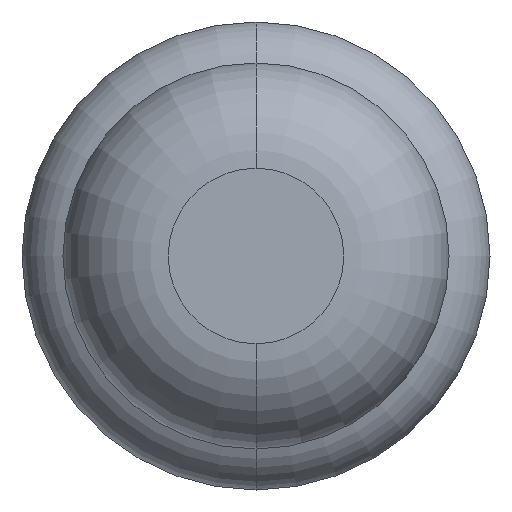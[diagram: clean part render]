
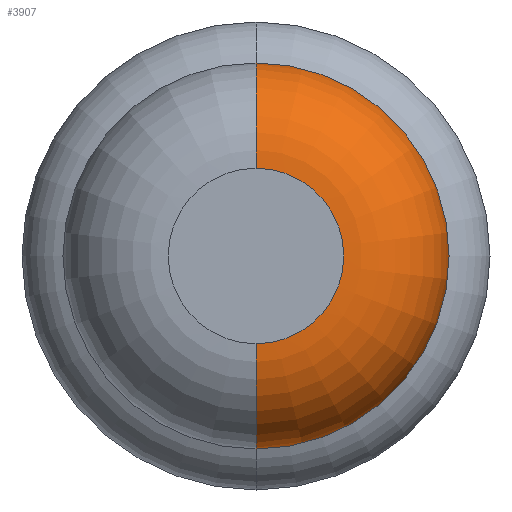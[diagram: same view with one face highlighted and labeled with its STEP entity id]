
A CAD part, front view. The second image highlights one B-rep face of the part: STEP entity #3907.
In plain terms, the highlighted toroidal (fillet/blend) face has major radius 0.375 mm and minor radius 0.45 mm.
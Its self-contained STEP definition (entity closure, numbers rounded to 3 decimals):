
#108 = DIRECTION ( 'NONE',  ( 0., 1., 0. ) ) ;
#162 = DIRECTION ( 'NONE',  ( 0., 0., 1. ) ) ;
#207 = DIRECTION ( 'NONE',  ( 0., 1., 0. ) ) ;
#237 = DIRECTION ( 'NONE',  ( -1., 0., 0. ) ) ;
#267 = DIRECTION ( 'NONE',  ( 0., 0., 1. ) ) ;
#276 = DIRECTION ( 'NONE',  ( 0., 1., 0. ) ) ;
#315 = ORIENTED_EDGE ( 'NONE', *, *, #3624, .T. ) ;
#372 = EDGE_CURVE ( 'NONE', #1893, #3381, #3667, .T. ) ;
#528 = CARTESIAN_POINT ( 'NONE',  ( 0., -28.55, 0.825 ) ) ;
#591 = CARTESIAN_POINT ( 'NONE',  ( 0., -29., 0. ) ) ;
#738 = CIRCLE ( 'NONE', #2502, 0.45 ) ;
#815 = CARTESIAN_POINT ( 'NONE',  ( 0., -28.55, 0. ) ) ;
#918 = VERTEX_POINT ( 'NONE', #3174 ) ;
#1026 = CIRCLE ( 'NONE', #2902, 0.825 ) ;
#1034 = DIRECTION ( 'NONE',  ( 0., 0., -1. ) ) ;
#1357 = ORIENTED_EDGE ( 'NONE', *, *, #3003, .F. ) ;
#1471 = AXIS2_PLACEMENT_3D ( 'NONE', #3032, #237, #267 ) ;
#1489 = AXIS2_PLACEMENT_3D ( 'NONE', #591, #276, #1819 ) ;
#1633 = VERTEX_POINT ( 'NONE', #3263 ) ;
#1664 = DIRECTION ( 'NONE',  ( 0., 0., 1. ) ) ;
#1819 = DIRECTION ( 'NONE',  ( 0., 0., 1. ) ) ;
#1893 = VERTEX_POINT ( 'NONE', #2411 ) ;
#1902 = TOROIDAL_SURFACE ( 'NONE', #3812, 0.375, 0.45 ) ;
#1996 = FACE_OUTER_BOUND ( 'NONE', #2217, .T. ) ;
#2217 = EDGE_LOOP ( 'NONE', ( #315, #2383, #1357, #3152 ) ) ;
#2235 = CARTESIAN_POINT ( 'NONE',  ( 0., -28.55, 0. ) ) ;
#2347 = CIRCLE ( 'NONE', #1489, 0.375 ) ;
#2383 = ORIENTED_EDGE ( 'NONE', *, *, #2951, .T. ) ;
#2411 = CARTESIAN_POINT ( 'NONE',  ( 0., -29., 0.375 ) ) ;
#2502 = AXIS2_PLACEMENT_3D ( 'NONE', #3514, #3246, #1034 ) ;
#2902 = AXIS2_PLACEMENT_3D ( 'NONE', #815, #207, #162 ) ;
#2951 = EDGE_CURVE ( 'NONE', #918, #1633, #738, .T. ) ;
#3003 = EDGE_CURVE ( 'Defeature ausgef�hrt1_9+Defeature ausgef�hrt1_8+Defeature ausgef�hrt1_8+Defeature ausgef�hrt1_8', #3381, #1633, #1026, .T. ) ;
#3032 = CARTESIAN_POINT ( 'NONE',  ( 0., -28.55, 0.375 ) ) ;
#3152 = ORIENTED_EDGE ( 'NONE', *, *, #372, .F. ) ;
#3174 = CARTESIAN_POINT ( 'NONE',  ( 0., -29., -0.375 ) ) ;
#3246 = DIRECTION ( 'NONE',  ( 1., 0., 0. ) ) ;
#3263 = CARTESIAN_POINT ( 'NONE',  ( 0., -28.55, -0.825 ) ) ;
#3381 = VERTEX_POINT ( 'NONE', #528 ) ;
#3514 = CARTESIAN_POINT ( 'NONE',  ( 0., -28.55, -0.375 ) ) ;
#3624 = EDGE_CURVE ( 'Defeature ausgef�hrt1_8+Defeature ausgef�hrt1_7+Defeature ausgef�hrt1_7+Defeature ausgef�hrt1_7', #1893, #918, #2347, .T. ) ;
#3667 = CIRCLE ( 'NONE', #1471, 0.45 ) ;
#3812 = AXIS2_PLACEMENT_3D ( 'NONE', #2235, #108, #1664 ) ;
#3907 = ADVANCED_FACE ( 'Defeature ausgef�hrt1_8', ( #1996 ), #1902, .T. ) ;
